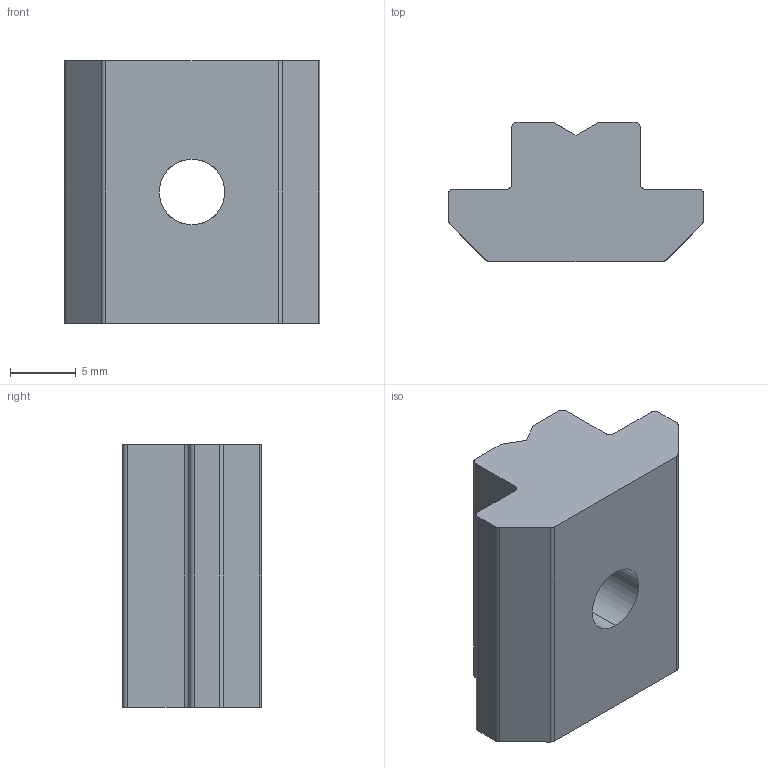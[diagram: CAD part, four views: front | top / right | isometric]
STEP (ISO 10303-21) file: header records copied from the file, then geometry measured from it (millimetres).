
FILE_DESCRIPTION (( 'STEP AP203' ), '1' );
FILE_NAME ('084.302.045.STEP', '2013-01-25T08:16:29', ( 'Alusic' ), ( 'Alusic' ), 'SwSTEP 2.0', 'SolidWorks 2011', '' );
FILE_SCHEMA (( 'CONFIG_CONTROL_DESIGN' ));
Length unit declared in the file: millimetre
Products named in the file (1): 084.302.045
Bounding box: 19.5 x 10.6 x 20 mm (x, y, z)
Volume: 2728.5 mm3; surface area: 1536.4 mm2
Topology: 1 solids, 1 shells, 29 faces, 82 edges, 54 vertices
Faces by surface type: plane 17, cylinder 12
Entity records: 1029 total; most frequent: CARTESIAN_POINT 190, ORIENTED_EDGE 164, DIRECTION 158, EDGE_CURVE 82, AXIS2_PLACEMENT_3D 54, VERTEX_POINT 54, VECTOR 50, LINE 50
